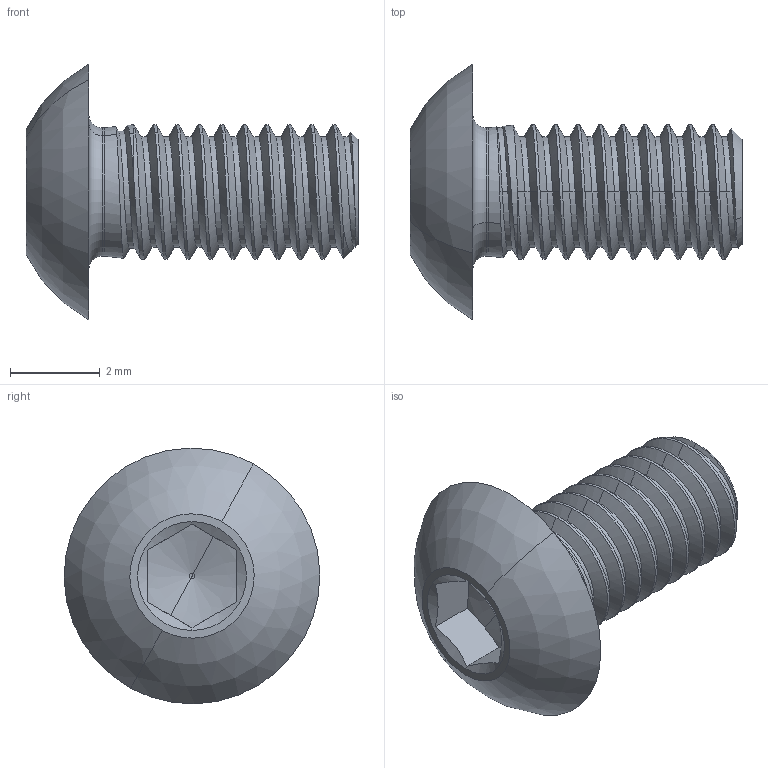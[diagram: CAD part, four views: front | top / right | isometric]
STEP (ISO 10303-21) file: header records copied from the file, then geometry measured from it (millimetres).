
FILE_DESCRIPTION(('partsCAD.com STEP Exchange','partsCAD.com--- Composite Materials ---3.4---2017-06-13'),'2;1');
FILE_NAME('ISO7380-1_M3X6.stp','2024-01-26T02:41:05+00:00',('none'),('none'),'partsCAD.com 5-6 Release 2020','partsCAD.com STEP AP203 v1','none');
FILE_SCHEMA(('CONFIG_CONTROL_DESIGN'));
Length unit declared in the file: millimetre
Products named in the file (1): ISO7380-1_M3X6
Bounding box: 7.4 x 5.7 x 5.7 mm (x, y, z)
Volume: 54.5 mm3; surface area: 142.5 mm2
Topology: 1 solids, 1 shells, 116 faces, 284 edges, 170 vertices
Faces by surface type: bspline 68, cylinder 22, plane 9, cone 9, torus 4, sphere 4
Entity records: 5092 total; most frequent: CARTESIAN_POINT 3106, ORIENTED_EDGE 564, EDGE_CURVE 282, B_SPLINE_CURVE_WITH_KNOTS 217, VERTEX_POINT 170, EDGE_LOOP 118, ADVANCED_FACE 116, FACE_OUTER_BOUND 116
